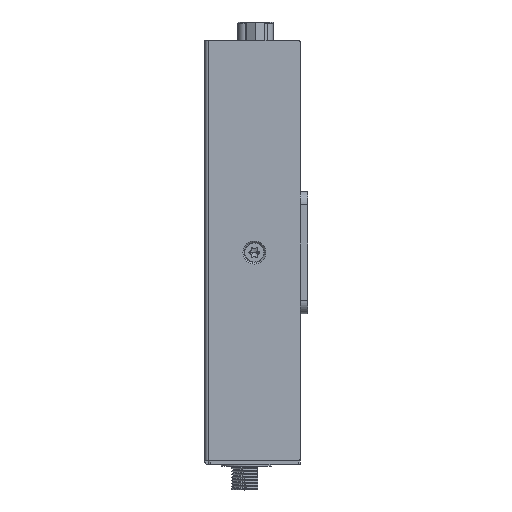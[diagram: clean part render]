
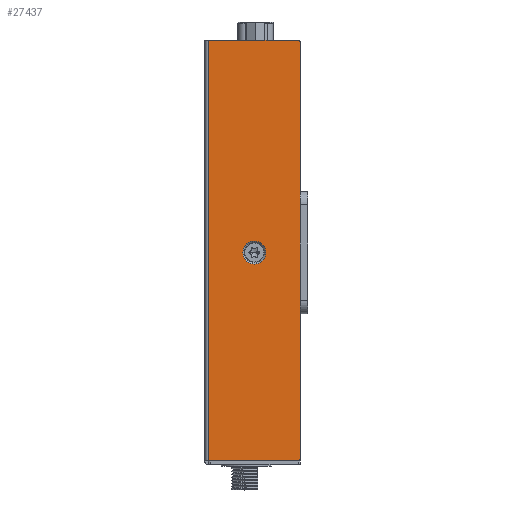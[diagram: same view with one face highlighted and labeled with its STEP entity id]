
A CAD part, left-side view. The second image highlights one B-rep face of the part: STEP entity #27437.
In plain terms, the highlighted planar face has unit normal (-1, 0, 0).
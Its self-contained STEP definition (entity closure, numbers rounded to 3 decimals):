
#4751=CARTESIAN_POINT('',(-37.9,12.,0.));
#4752=DIRECTION('',(1.,0.,0.));
#4753=DIRECTION('',(0.,0.,1.));
#4754=AXIS2_PLACEMENT_3D('',#4751,#4752,#4753);
#4756=CARTESIAN_POINT('',(-37.9,12.,0.));
#4757=DIRECTION('',(1.,0.,0.));
#4758=DIRECTION('',(0.,0.,-1.));
#4759=AXIS2_PLACEMENT_3D('',#4756,#4757,#4758);
#4761=CARTESIAN_POINT('',(-37.9,0.5,-54.));
#4762=DIRECTION('',(-1.,0.,0.));
#4763=DIRECTION('',(0.,0.,-1.));
#4764=AXIS2_PLACEMENT_3D('',#4761,#4762,#4763);
#4766=DIRECTION('',(0.,-1.,0.));
#4767=VECTOR('',#4766,23.5);
#4768=CARTESIAN_POINT('',(-37.9,24.,-54.5));
#4769=LINE('',#4768,#4767);
#4770=CARTESIAN_POINT('',(-37.9,0.5,55.));
#4771=DIRECTION('',(-1.,0.,0.));
#4772=DIRECTION('',(0.,-1.,0.));
#4773=AXIS2_PLACEMENT_3D('',#4770,#4771,#4772);
#4775=DIRECTION('',(0.,0.,1.));
#4776=VECTOR('',#4775,32.);
#4777=CARTESIAN_POINT('',(-37.9,0.,-16.));
#4778=LINE('',#4777,#4776);
#4791=DIRECTION('',(0.,0.,-1.));
#4792=VECTOR('',#4791,39.);
#4793=CARTESIAN_POINT('',(-37.9,0.,55.));
#4794=LINE('',#4793,#4792);
#4807=DIRECTION('',(0.,0.,-1.));
#4808=VECTOR('',#4807,38.);
#4809=CARTESIAN_POINT('',(-37.9,0.,-16.));
#4810=LINE('',#4809,#4808);
#11880=DIRECTION('',(0.,-1.,0.));
#11881=VECTOR('',#11880,23.5);
#11882=CARTESIAN_POINT('',(-37.9,24.,55.5));
#11883=LINE('',#11882,#11881);
#11901=DIRECTION('',(0.,0.,-1.));
#11902=VECTOR('',#11901,110.);
#11903=CARTESIAN_POINT('',(-37.9,24.,55.5));
#11904=LINE('',#11903,#11902);
#17021=CARTESIAN_POINT('',(-37.9,0.5,-54.5));
#17022=VERTEX_POINT('',#17021);
#17023=CARTESIAN_POINT('',(-37.9,24.,-54.5));
#17024=VERTEX_POINT('',#17023);
#17025=CARTESIAN_POINT('',(-37.9,0.,-54.));
#17026=VERTEX_POINT('',#17025);
#17027=CARTESIAN_POINT('',(-37.9,24.,55.5));
#17028=VERTEX_POINT('',#17027);
#17029=CARTESIAN_POINT('',(-37.9,0.5,55.5));
#17030=VERTEX_POINT('',#17029);
#17031=CARTESIAN_POINT('',(-37.9,0.,55.));
#17032=VERTEX_POINT('',#17031);
#17033=CARTESIAN_POINT('',(-37.9,12.,3.));
#17034=CARTESIAN_POINT('',(-37.9,12.,-3.));
#17035=VERTEX_POINT('',#17033);
#17036=VERTEX_POINT('',#17034);
#19064=CARTESIAN_POINT('',(-37.9,0.,-16.));
#19065=CARTESIAN_POINT('',(-37.9,0.,16.));
#19066=VERTEX_POINT('',#19064);
#19067=VERTEX_POINT('',#19065);
#27409=CARTESIAN_POINT('',(-37.9,12.,0.5));
#27410=DIRECTION('',(1.,0.,0.));
#27411=DIRECTION('',(0.,0.,-1.));
#27412=AXIS2_PLACEMENT_3D('',#27409,#27410,#27411);
#27413=PLANE('',#27412);
#27415=ORIENTED_EDGE('',*,*,#27414,.T.);
#27417=ORIENTED_EDGE('',*,*,#27416,.F.);
#27419=ORIENTED_EDGE('',*,*,#27418,.F.);
#27421=ORIENTED_EDGE('',*,*,#27420,.F.);
#27423=ORIENTED_EDGE('',*,*,#27422,.T.);
#27425=ORIENTED_EDGE('',*,*,#27424,.F.);
#27427=ORIENTED_EDGE('',*,*,#27426,.T.);
#27429=ORIENTED_EDGE('',*,*,#27428,.F.);
#27430=EDGE_LOOP('',(#27415,#27417,#27419,#27421,#27423,#27425,#27427,#27429));
#27431=FACE_OUTER_BOUND('',#27430,.F.);
#27432=ORIENTED_EDGE('',*,*,#27392,.F.);
#27434=ORIENTED_EDGE('',*,*,#27433,.F.);
#27435=EDGE_LOOP('',(#27432,#27434));
#27436=FACE_BOUND('',#27435,.F.);
#4755=CIRCLE('',#4754,3.);
#4760=CIRCLE('',#4759,3.);
#4765=CIRCLE('',#4764,0.5);
#4774=CIRCLE('',#4773,0.5);
#27392=EDGE_CURVE('',#17035,#17036,#4755,.T.);
#27414=EDGE_CURVE('',#19066,#17026,#4810,.T.);
#27416=EDGE_CURVE('',#17022,#17026,#4765,.T.);
#27418=EDGE_CURVE('',#17024,#17022,#4769,.T.);
#27420=EDGE_CURVE('',#17028,#17024,#11904,.T.);
#27422=EDGE_CURVE('',#17028,#17030,#11883,.T.);
#27424=EDGE_CURVE('',#17032,#17030,#4774,.T.);
#27426=EDGE_CURVE('',#17032,#19067,#4794,.T.);
#27428=EDGE_CURVE('',#19066,#19067,#4778,.T.);
#27433=EDGE_CURVE('',#17036,#17035,#4760,.T.);
#27437=ADVANCED_FACE('',(#27431,#27436),#27413,.F.);
